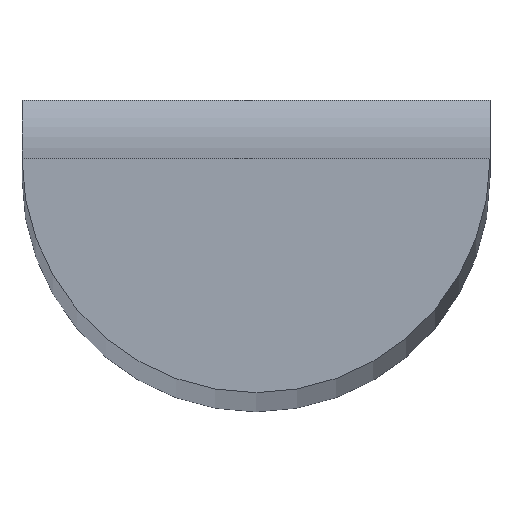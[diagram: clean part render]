
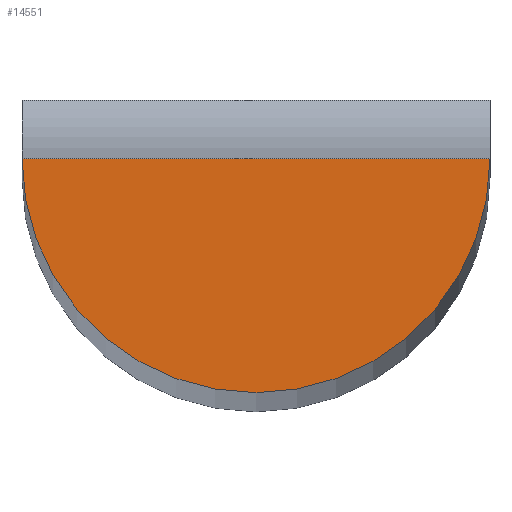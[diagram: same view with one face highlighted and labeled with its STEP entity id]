
A CAD part, top view. The second image highlights one B-rep face of the part: STEP entity #14551.
In plain terms, the highlighted planar face has unit normal (0, 0, 1).
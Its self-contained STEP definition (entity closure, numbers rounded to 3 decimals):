
#723 = AXIS2_PLACEMENT_3D ( 'NONE', #12125, #13155, #15700 ) ;
#1011 = DIRECTION ( 'NONE',  ( -1., 0., 0. ) ) ;
#4757 = DIRECTION ( 'NONE',  ( 1., 0., 0. ) ) ;
#5640 = CARTESIAN_POINT ( 'NONE',  ( -20., 0., 825. ) ) ;
#5826 = ORIENTED_EDGE ( 'NONE', *, *, #15398, .T. ) ;
#5925 = LINE ( 'NONE', #7350, #8033 ) ;
#6120 = PLANE ( 'NONE',  #14875 ) ;
#7350 = CARTESIAN_POINT ( 'NONE',  ( -20., 0., 825. ) ) ;
#7387 = CARTESIAN_POINT ( 'NONE',  ( 0., 0., 825. ) ) ;
#8033 = VECTOR ( 'NONE', #1011, 1000. ) ;
#8627 = VERTEX_POINT ( 'NONE', #13773 ) ;
#9598 = EDGE_CURVE ( 'NONE', #13245, #8627, #14153, .T. ) ;
#12125 = CARTESIAN_POINT ( 'NONE',  ( 0., 0., 825. ) ) ;
#12165 = EDGE_LOOP ( 'NONE', ( #14371, #5826 ) ) ;
#13155 = DIRECTION ( 'NONE',  ( 0., 0., 1. ) ) ;
#13245 = VERTEX_POINT ( 'NONE', #5640 ) ;
#13773 = CARTESIAN_POINT ( 'NONE',  ( 20., 0., 825. ) ) ;
#14153 = CIRCLE ( 'NONE', #723, 20. ) ;
#14371 = ORIENTED_EDGE ( 'NONE', *, *, #9598, .T. ) ;
#14544 = FACE_OUTER_BOUND ( 'NONE', #12165, .T. ) ;
#14551 = ADVANCED_FACE ( 'NONE', ( #14544 ), #6120, .T. ) ;
#14781 = DIRECTION ( 'NONE',  ( 0., 0., 1. ) ) ;
#14875 = AXIS2_PLACEMENT_3D ( 'NONE', #7387, #14781, #4757 ) ;
#15398 = EDGE_CURVE ( 'NONE', #8627, #13245, #5925, .T. ) ;
#15700 = DIRECTION ( 'NONE',  ( 1., 0., 0. ) ) ;
